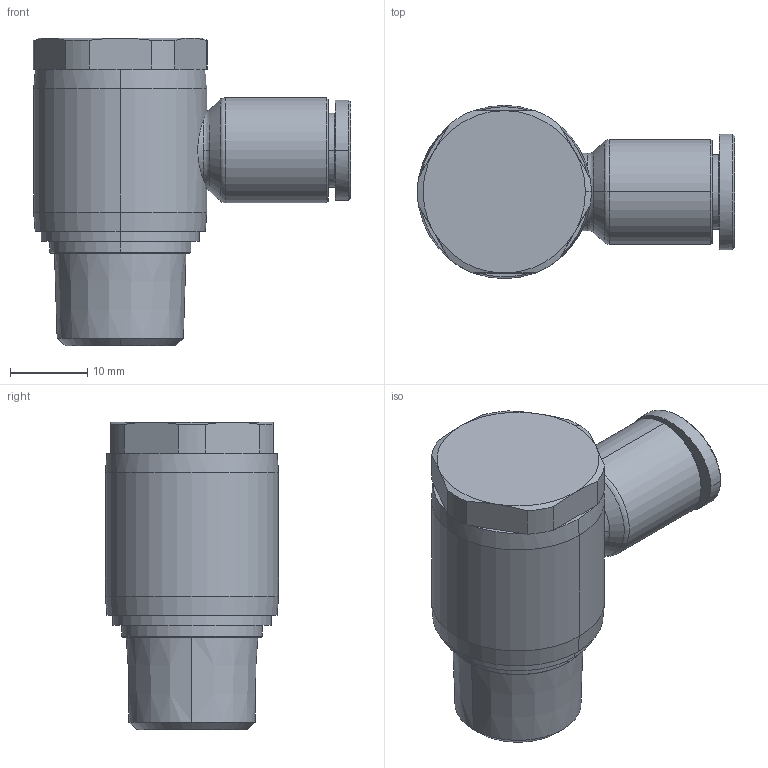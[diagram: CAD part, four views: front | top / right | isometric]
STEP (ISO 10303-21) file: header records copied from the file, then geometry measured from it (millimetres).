
FILE_DESCRIPTION (( 'STEP AP214' ), '1' );
FILE_NAME ('PH08-03.stp', '2015-08-28T09:52:34', ( '' ), ( '' ), 'SwSTEP 2.0', 'SolidWorks 2015', '' );
FILE_SCHEMA (( 'AUTOMOTIVE_DESIGN' ));
Length unit declared in the file: millimetre
Products named in the file (2): ｦ+ﾃｦ1; PH08-03
Assembly tree (1 placements, depth 2):
  PH08-03
    ｦ+ﾃｦ1
Bounding box: 41.03 x 22.4 x 39.8 mm (x, y, z)
Volume: 11501.8 mm3; surface area: 5921.8 mm2
Topology: 1 solids, 1 shells, 453 faces, 1251 edges, 822 vertices
Faces by surface type: plane 360, bspline 32, cylinder 30, cone 29, torus 2
Entity records: 15987 total; most frequent: CARTESIAN_POINT 3831, ORIENTED_EDGE 2498, DIRECTION 2126, EDGE_CURVE 1249, LINE 1042, VECTOR 1042, VERTEX_POINT 822, AXIS2_PLACEMENT_3D 542
